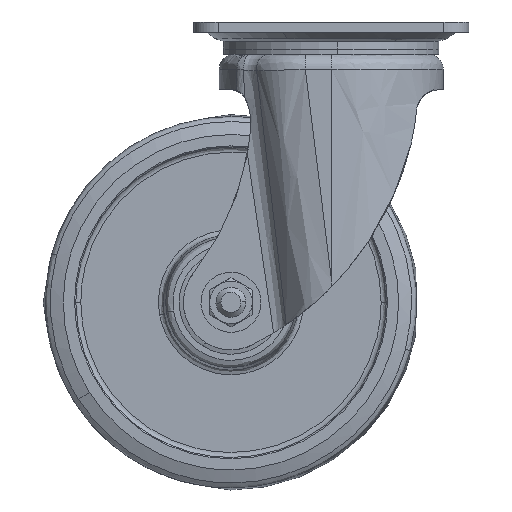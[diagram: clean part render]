
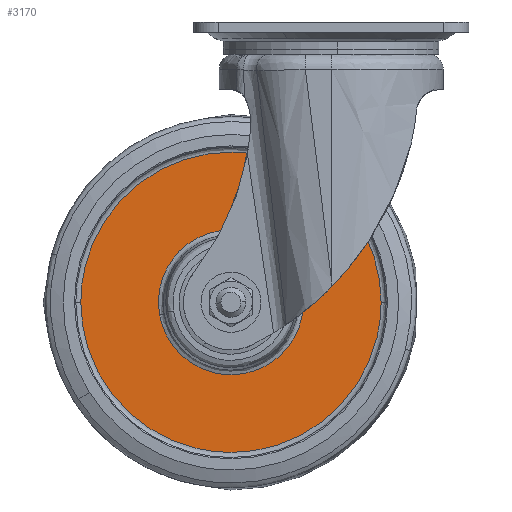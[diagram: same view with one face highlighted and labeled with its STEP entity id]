
A CAD part, front view. The second image highlights one B-rep face of the part: STEP entity #3170.
In plain terms, the highlighted free-form (B-spline) face has degree [1, 1] with [2, 2] control points.
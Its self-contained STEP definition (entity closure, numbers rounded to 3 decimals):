
#2964=CARTESIAN_POINT('',(-68.507,-15.5,-117.068));
#2965=VERTEX_POINT('',#2964);
#2966=CARTESIAN_POINT('',(-40.0,-15.5,-140.954));
#2967=VERTEX_POINT('',#2966);
#2968=CARTESIAN_POINT('',(-68.507,-15.5,-117.068));
#2969=CARTESIAN_POINT('',(-64.261,-15.5,-140.954));
#2970=CARTESIAN_POINT('',(-40.0,-15.5,-140.954));
#2978=(BOUNDED_CURVE()B_SPLINE_CURVE(2,(#2968,#2969,#2970),.UNSPECIFIED.,.F.,.U.)B_SPLINE_CURVE_WITH_KNOTS((3,3),(0.78,1.0),.UNSPECIFIED.)CURVE()GEOMETRIC_REPRESENTATION_ITEM()RATIONAL_B_SPLINE_CURVE((0.938,0.742,1.0))REPRESENTATION_ITEM(''));
#2979=EDGE_CURVE('',#2965,#2967,#2978,.T.);
#2981=CARTESIAN_POINT('',(-11.493,-15.5,-106.932));
#2982=VERTEX_POINT('',#2981);
#2983=CARTESIAN_POINT('',(-40.0,-15.5,-140.954));
#2984=CARTESIAN_POINT('',(-11.046,-15.5,-140.954));
#2985=CARTESIAN_POINT('',(-11.046,-15.5,-112.));
#2986=CARTESIAN_POINT('',(-11.046,-15.5,-109.446));
#2987=CARTESIAN_POINT('',(-11.493,-15.5,-106.932));
#2995=(BOUNDED_CURVE()B_SPLINE_CURVE(2,(#2983,#2984,#2985,#2986,#2987),.UNSPECIFIED.,.F.,.U.)B_SPLINE_CURVE_WITH_KNOTS((3,2,3),(0.0,0.25,0.28),.UNSPECIFIED.)CURVE()GEOMETRIC_REPRESENTATION_ITEM()RATIONAL_B_SPLINE_CURVE((1.0,0.707,1.0,0.965,0.938))REPRESENTATION_ITEM(''));
#2996=EDGE_CURVE('',#2967,#2982,#2995,.T.);
#3059=CARTESIAN_POINT('',(-40.0,-15.5,-83.046));
#3060=VERTEX_POINT('',#3059);
#3061=CARTESIAN_POINT('',(-40.0,-15.5,-83.046));
#3062=CARTESIAN_POINT('',(-68.954,-15.5,-83.046));
#3063=CARTESIAN_POINT('',(-68.954,-15.5,-112.));
#3064=CARTESIAN_POINT('',(-68.954,-15.5,-114.554));
#3065=CARTESIAN_POINT('',(-68.507,-15.5,-117.068));
#3073=(BOUNDED_CURVE()B_SPLINE_CURVE(2,(#3061,#3062,#3063,#3064,#3065),.UNSPECIFIED.,.F.,.U.)B_SPLINE_CURVE_WITH_KNOTS((3,2,3),(0.5,0.75,0.78),.UNSPECIFIED.)CURVE()GEOMETRIC_REPRESENTATION_ITEM()RATIONAL_B_SPLINE_CURVE((1.0,0.707,1.0,0.965,0.938))REPRESENTATION_ITEM(''));
#3074=EDGE_CURVE('',#3060,#2965,#3073,.T.);
#3081=CARTESIAN_POINT('',(-11.493,-15.5,-106.932));
#3082=CARTESIAN_POINT('',(-15.739,-15.5,-83.046));
#3083=CARTESIAN_POINT('',(-40.0,-15.5,-83.046));
#3091=(BOUNDED_CURVE()B_SPLINE_CURVE(2,(#3081,#3082,#3083),.UNSPECIFIED.,.F.,.U.)B_SPLINE_CURVE_WITH_KNOTS((3,3),(0.28,0.5),.UNSPECIFIED.)CURVE()GEOMETRIC_REPRESENTATION_ITEM()RATIONAL_B_SPLINE_CURVE((0.938,0.742,1.0))REPRESENTATION_ITEM(''));
#3092=EDGE_CURVE('',#2982,#3060,#3091,.T.);
#3097=CARTESIAN_POINT('',(-105.994,-15.5,-46.006));
#3098=CARTESIAN_POINT('',(-105.994,-15.5,-177.994));
#3099=CARTESIAN_POINT('',(25.994,-15.5,-46.006));
#3100=CARTESIAN_POINT('',(25.994,-15.5,-177.994));
#3101=B_SPLINE_SURFACE_WITH_KNOTS('',1,1,((#3097,#3099),(#3098,#3100)),.UNSPECIFIED.,.F.,.F.,.U.,(2,2),(2,2),(0.0,131.988),(0.0,131.988),.UNSPECIFIED.);
#3102=CARTESIAN_POINT('',(-40.0,-15.5,-172.0));
#3103=VERTEX_POINT('',#3102);
#3104=CARTESIAN_POINT('',(20.,-15.5,-112.0));
#3105=VERTEX_POINT('',#3104);
#3106=CARTESIAN_POINT('',(-40.0,-15.5,-172.0));
#3107=CARTESIAN_POINT('',(20.,-15.5,-172.));
#3108=CARTESIAN_POINT('',(20.,-15.5,-112.));
#3116=(BOUNDED_CURVE()B_SPLINE_CURVE(2,(#3106,#3107,#3108),.UNSPECIFIED.,.F.,.U.)B_SPLINE_CURVE_WITH_KNOTS((3,3),(0.0,0.25),.UNSPECIFIED.)CURVE()GEOMETRIC_REPRESENTATION_ITEM()RATIONAL_B_SPLINE_CURVE((1.0,0.707,1.))REPRESENTATION_ITEM(''));
#3117=EDGE_CURVE('',#3103,#3105,#3116,.T.);
#3118=ORIENTED_EDGE('',*,*,#3117,.T.);
#3119=CARTESIAN_POINT('',(-40.0,-15.5,-52.));
#3120=VERTEX_POINT('',#3119);
#3121=CARTESIAN_POINT('',(20.,-15.5,-112.));
#3122=CARTESIAN_POINT('',(20.,-15.5,-52.0));
#3123=CARTESIAN_POINT('',(-40.0,-15.5,-52.));
#3131=(BOUNDED_CURVE()B_SPLINE_CURVE(2,(#3121,#3122,#3123),.UNSPECIFIED.,.F.,.U.)B_SPLINE_CURVE_WITH_KNOTS((3,3),(0.25,0.5),.UNSPECIFIED.)CURVE()GEOMETRIC_REPRESENTATION_ITEM()RATIONAL_B_SPLINE_CURVE((1.0,0.707,1.0))REPRESENTATION_ITEM(''));
#3132=EDGE_CURVE('',#3105,#3120,#3131,.T.);
#3133=ORIENTED_EDGE('',*,*,#3132,.T.);
#3134=CARTESIAN_POINT('',(-100.,-15.5,-112.0));
#3135=VERTEX_POINT('',#3134);
#3136=CARTESIAN_POINT('',(-40.0,-15.5,-52.));
#3137=CARTESIAN_POINT('',(-100.,-15.5,-52.0));
#3138=CARTESIAN_POINT('',(-100.,-15.5,-112.0));
#3146=(BOUNDED_CURVE()B_SPLINE_CURVE(2,(#3136,#3137,#3138),.UNSPECIFIED.,.F.,.U.)B_SPLINE_CURVE_WITH_KNOTS((3,3),(0.5,0.75),.UNSPECIFIED.)CURVE()GEOMETRIC_REPRESENTATION_ITEM()RATIONAL_B_SPLINE_CURVE((1.0,0.707,1.0))REPRESENTATION_ITEM(''));
#3147=EDGE_CURVE('',#3120,#3135,#3146,.T.);
#3148=ORIENTED_EDGE('',*,*,#3147,.T.);
#3149=CARTESIAN_POINT('',(-100.,-15.5,-112.0));
#3150=CARTESIAN_POINT('',(-100.,-15.5,-172.));
#3151=CARTESIAN_POINT('',(-40.0,-15.5,-172.0));
#3159=(BOUNDED_CURVE()B_SPLINE_CURVE(2,(#3149,#3150,#3151),.UNSPECIFIED.,.F.,.U.)B_SPLINE_CURVE_WITH_KNOTS((3,3),(0.75,1.0),.UNSPECIFIED.)CURVE()GEOMETRIC_REPRESENTATION_ITEM()RATIONAL_B_SPLINE_CURVE((1.0,0.707,1.0))REPRESENTATION_ITEM(''));
#3160=EDGE_CURVE('',#3135,#3103,#3159,.T.);
#3161=ORIENTED_EDGE('',*,*,#3160,.T.);
#3162=EDGE_LOOP('',(#3118,#3133,#3148,#3161));
#3163=FACE_OUTER_BOUND('',#3162,.T.);
#3164=ORIENTED_EDGE('',*,*,#2996,.F.);
#3165=ORIENTED_EDGE('',*,*,#2979,.F.);
#3166=ORIENTED_EDGE('',*,*,#3074,.F.);
#3167=ORIENTED_EDGE('',*,*,#3092,.F.);
#3168=EDGE_LOOP('',(#3164,#3165,#3166,#3167));
#3169=FACE_BOUND('',#3168,.T.);
#3170=ADVANCED_FACE('',(#3163,#3169),#3101,.T.);
